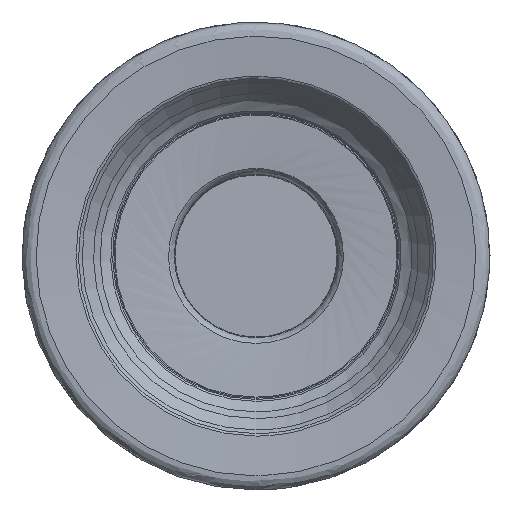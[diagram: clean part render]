
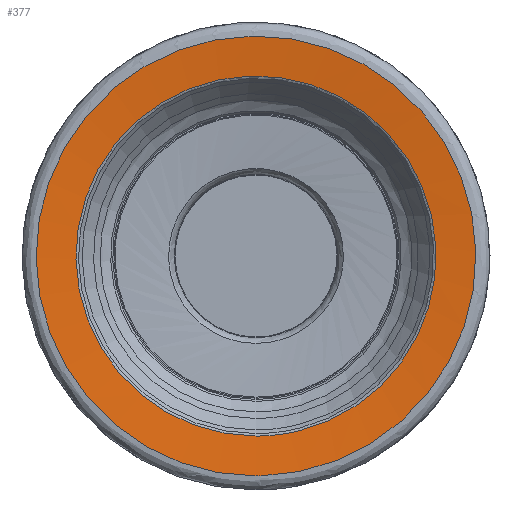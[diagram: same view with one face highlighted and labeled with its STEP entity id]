
A CAD part, left-side view. The second image highlights one B-rep face of the part: STEP entity #377.
In plain terms, the highlighted face is a revolution surface.
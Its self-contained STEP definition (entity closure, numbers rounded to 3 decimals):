
#40=SURFACE_OF_REVOLUTION('',#96,#68);
#68=AXIS1_PLACEMENT('',#1023,#861);
#96=LINE('',#1022,#108);
#108=VECTOR('',#860,2.271);
#304=FACE_BOUND('',#442,.T.);
#305=FACE_BOUND('',#443,.T.);
#377=ADVANCED_FACE('',(#304,#305),#40,.T.);
#442=EDGE_LOOP('',(#530));
#443=EDGE_LOOP('',(#531));
#530=ORIENTED_EDGE('',*,*,#646,.F.);
#531=ORIENTED_EDGE('',*,*,#647,.T.);
#602=VERTEX_POINT('',#1019);
#603=VERTEX_POINT('',#1021);
#646=EDGE_CURVE('',#602,#602,#690,.T.);
#647=EDGE_CURVE('',#603,#603,#691,.T.);
#690=CIRCLE('',#752,11.746);
#691=CIRCLE('',#753,9.618);
#752=AXIS2_PLACEMENT_3D('',#1018,#856,#857);
#753=AXIS2_PLACEMENT_3D('',#1020,#858,#859);
#856=DIRECTION('',(1.,0.,0.));
#857=DIRECTION('',(0.,0.,-1.));
#858=DIRECTION('',(1.,0.,0.));
#859=DIRECTION('',(0.,0.,-1.));
#860=DIRECTION('',(-0.087,-0.955,-0.284));
#861=DIRECTION('',(1.,0.,0.));
#1018=CARTESIAN_POINT('',(0.087,0.,0.));
#1019=CARTESIAN_POINT('',(0.087,0.,-11.746));
#1020=CARTESIAN_POINT('',(0.284,0.,0.));
#1021=CARTESIAN_POINT('',(0.284,0.,-9.618));
#1022=CARTESIAN_POINT('',(0.284,-9.574,0.914));
#1023=CARTESIAN_POINT('',(20.,0.,0.));
